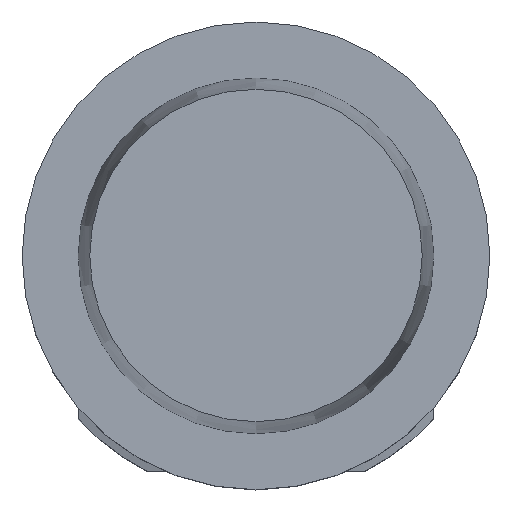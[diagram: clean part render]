
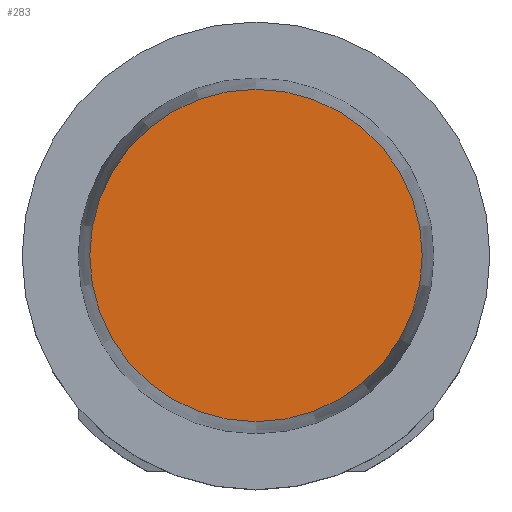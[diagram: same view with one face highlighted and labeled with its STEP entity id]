
A CAD part, top view. The second image highlights one B-rep face of the part: STEP entity #283.
In plain terms, the highlighted planar face has unit normal (0, 0, 1).
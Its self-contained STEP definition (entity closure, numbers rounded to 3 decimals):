
#190=CIRCLE('',#1674,35.511);
#283=ADVANCED_FACE('',(#411),#345,.T.);
#345=PLANE('',#1675);
#411=FACE_OUTER_BOUND('',#518,.T.);
#518=EDGE_LOOP('',(#1112));
#1112=ORIENTED_EDGE('',*,*,#1457,.F.);
#1262=VERTEX_POINT('',#2782);
#1457=EDGE_CURVE('',#1262,#1262,#190,.T.);
#1674=AXIS2_PLACEMENT_3D('',#2781,#2071,#2072);
#1675=AXIS2_PLACEMENT_3D('',#2783,#2073,#2074);
#2071=DIRECTION('',(0.,0.,-1.));
#2072=DIRECTION('',(0.,-1.,0.));
#2073=DIRECTION('',(0.,0.,1.));
#2074=DIRECTION('',(0.,1.,0.));
#2781=CARTESIAN_POINT('',(0.,0.,49.9));
#2782=CARTESIAN_POINT('',(0.,-35.511,49.9));
#2783=CARTESIAN_POINT('',(0.,35.511,49.9));
